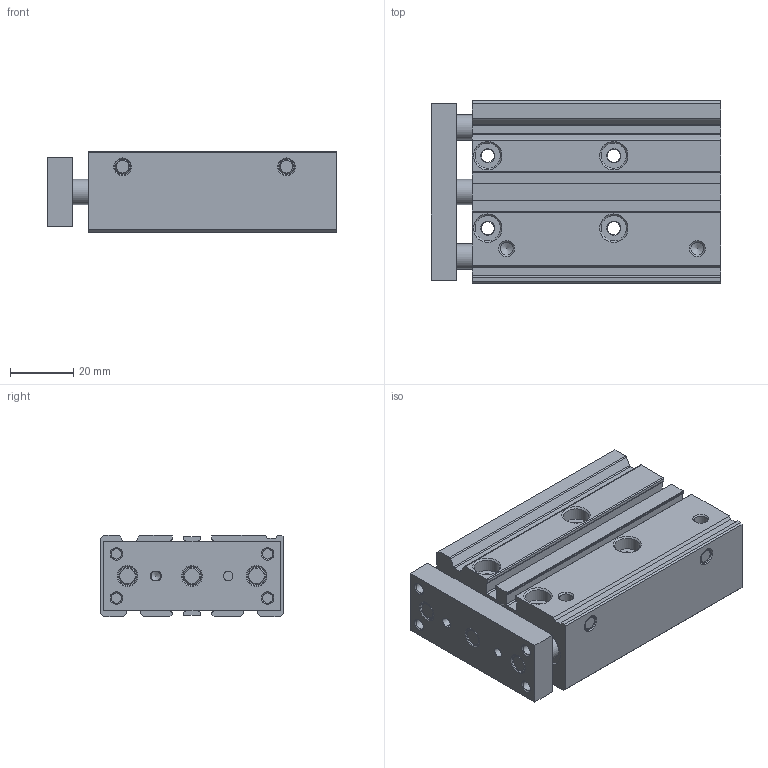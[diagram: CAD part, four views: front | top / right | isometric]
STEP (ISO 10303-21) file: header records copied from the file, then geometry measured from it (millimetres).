
FILE_DESCRIPTION( ( 'STEP AP203' ), '1' );
FILE_NAME( 'TCM12x50S(0,).stp', '2019-09-05T08:21:11', ( '' ), ( '' ), ' ', 'PARTsolutions', ' ' );
FILE_SCHEMA( ( 'CONFIG_CONTROL_DESIGN' ) );
Length unit declared in the file: millimetre
Products named in the file (3): TCM12x50S(0,); _TC-M-12x5050_b; _TCM-12x50-0_50fp
Assembly tree (2 placements, depth 2):
  TCM12x50S(0,)
    _TC-M-12x5050_b
    _TCM-12x50-0_50fp
Bounding box: 92 x 58 x 26 mm (x, y, z)
Volume: 105196.2 mm3; surface area: 42986.1 mm2
Topology: 2 solids, 2 shells, 269 faces, 645 edges, 416 vertices
Faces by surface type: plane 122, cylinder 103, cone 43, torus 1
Full cylindrical faces by diameter (mm): 3 x6, 3.242 x8, 4.134 x6, 4.5 x4, 4.6 x2, 5 x2, 5.5 x3, 6 x3, 8 x10, 9.5 x1, 10 x2, 11.9 x1, 12 x5, 14 x2
Entity records: 7336 total; most frequent: DIRECTION 1314, CARTESIAN_POINT 1203, ORIENTED_EDGE 1052, EDGE_CURVE 526, AXIS2_PLACEMENT_3D 516, EDGE_LOOP 424, VERTEX_POINT 405, FACE_OUTER_BOUND 325
